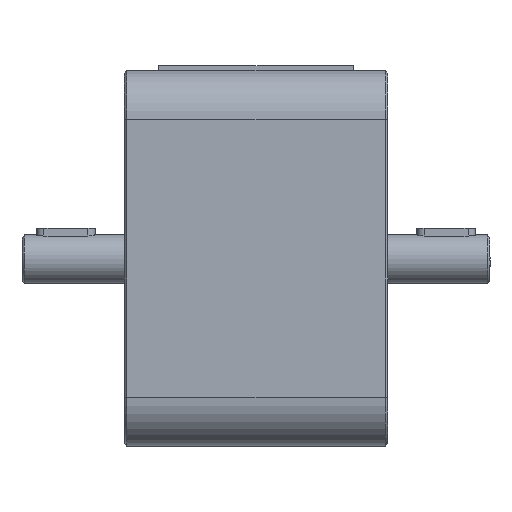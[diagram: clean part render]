
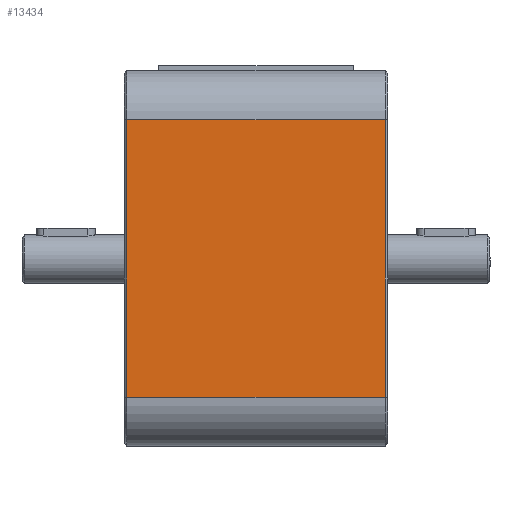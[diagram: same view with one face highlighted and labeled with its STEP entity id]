
A CAD part, front view. The second image highlights one B-rep face of the part: STEP entity #13434.
In plain terms, the highlighted planar face has unit normal (0, -1, 0).
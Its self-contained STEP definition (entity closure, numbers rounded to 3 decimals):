
#12805=CARTESIAN_POINT('',(-22.4,-67.,-30.));
#12806=VERTEX_POINT('',#12805);
#12822=CARTESIAN_POINT('',(30.6,-67.,-30.0));
#12823=VERTEX_POINT('',#12822);
#12831=CARTESIAN_POINT('',(30.6,-67.,-30.0));
#12832=DIRECTION('',(-1.0,0.0,0.0));
#12833=VECTOR('',#12832,53.);
#12834=LINE('',#12831,#12833);
#12835=EDGE_CURVE('',#12823,#12806,#12834,.T.);
#13250=CARTESIAN_POINT('',(30.6,-67.,27.));
#13251=VERTEX_POINT('',#13250);
#13275=CARTESIAN_POINT('',(30.6,-67.,27.));
#13276=DIRECTION('',(0.0,0.0,-1.0));
#13277=VECTOR('',#13276,57.);
#13278=LINE('',#13275,#13277);
#13279=EDGE_CURVE('',#13251,#12823,#13278,.T.);
#13411=CARTESIAN_POINT('',(4.1,-67.,-1.5));
#13412=DIRECTION('',(0.0,1.0,0.0));
#13413=DIRECTION('',(0.0,0.0,1.0));
#13414=AXIS2_PLACEMENT_3D('',#13411,#13412,#13413);
#13415=PLANE('',#13414);
#13416=CARTESIAN_POINT('',(-22.4,-67.,27.));
#13417=VERTEX_POINT('',#13416);
#13418=CARTESIAN_POINT('',(-22.4,-67.,-30.));
#13419=DIRECTION('',(0.0,0.0,1.0));
#13420=VECTOR('',#13419,57.);
#13421=LINE('',#13418,#13420);
#13422=EDGE_CURVE('',#12806,#13417,#13421,.T.);
#13423=ORIENTED_EDGE('',*,*,#13422,.F.);
#13424=ORIENTED_EDGE('',*,*,#12835,.F.);
#13425=ORIENTED_EDGE('',*,*,#13279,.F.);
#13426=CARTESIAN_POINT('',(-22.4,-67.,27.));
#13427=DIRECTION('',(1.0,0.0,0.0));
#13428=VECTOR('',#13427,53.);
#13429=LINE('',#13426,#13428);
#13430=EDGE_CURVE('',#13417,#13251,#13429,.T.);
#13431=ORIENTED_EDGE('',*,*,#13430,.F.);
#13432=EDGE_LOOP('',(#13423,#13424,#13425,#13431));
#13433=FACE_OUTER_BOUND('',#13432,.T.);
#13434=ADVANCED_FACE('',(#13433),#13415,.F.);
